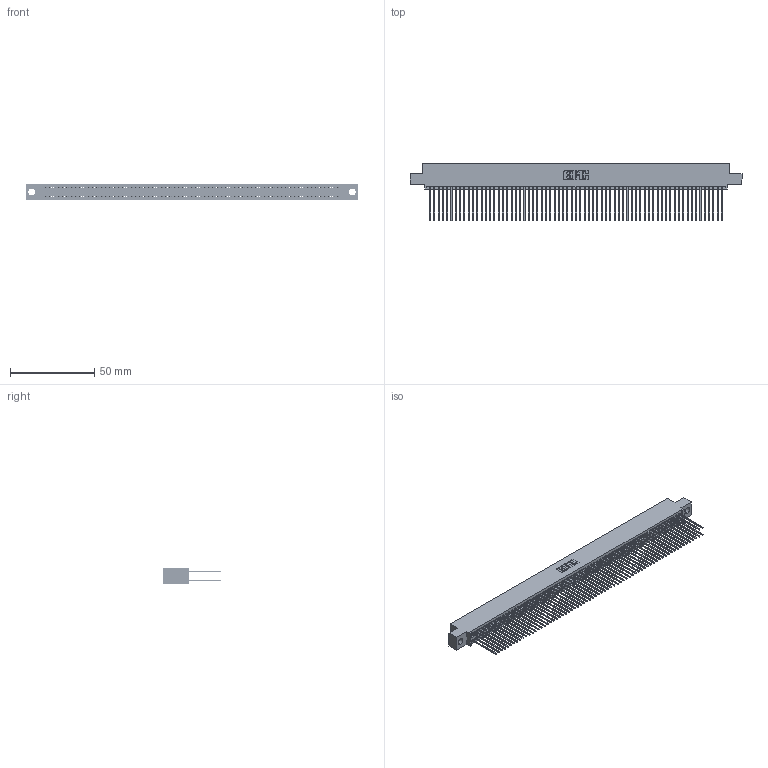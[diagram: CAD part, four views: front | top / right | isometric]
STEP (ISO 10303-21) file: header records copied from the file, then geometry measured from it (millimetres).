
FILE_DESCRIPTION (( 'STEP AP203' ), '1' );
FILE_NAME ('345-138-541-504.STEP', '2018-10-20T18:55:50', ( '' ), ( '' ), 'SwSTEP 2.0', 'SolidWorks 2016', '' );
FILE_SCHEMA (( 'CONFIG_CONTROL_DESIGN' ));
Length unit declared in the file: inch
Products named in the file (3): 345 Part_0.110 Offset - 0.156 Dia-TH; 345-138-541-504; 345-292-001_345-293-141
Assembly tree (139 placements, depth 2):
  345-138-541-504
    345 Part_0.110 Offset - 0.156 Dia-TH
    345-292-001_345-293-141  x138
Bounding box: 196.47 x 33.96 x 9.4 mm (x, y, z)
Volume: 19966.3 mm3; surface area: 33666.3 mm2
Topology: 139 solids, 139 shells, 7030 faces, 20915 edges, 13758 vertices
Faces by surface type: plane 4638, cylinder 2392
Entity records: 50657 total; most frequent: CARTESIAN_POINT 8468, ORIENTED_EDGE 8402, DIRECTION 7433, EDGE_CURVE 4201, VECTOR 3793, LINE 3793, VERTEX_POINT 2798, AXIS2_PLACEMENT_3D 1820
